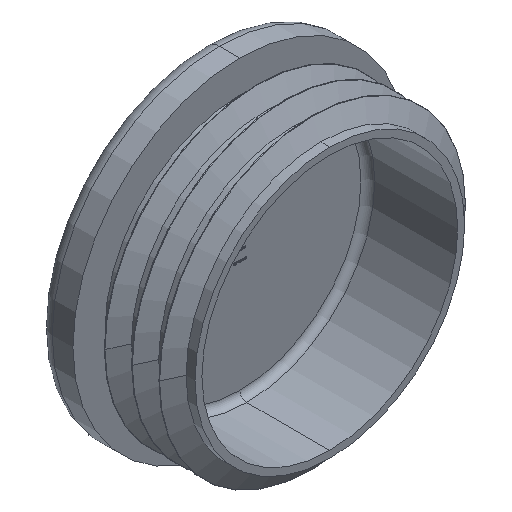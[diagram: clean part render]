
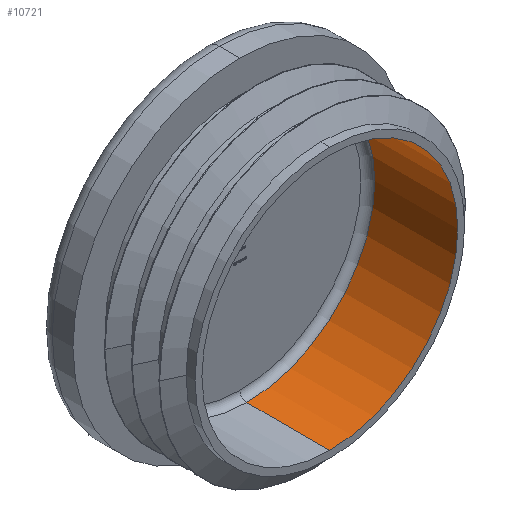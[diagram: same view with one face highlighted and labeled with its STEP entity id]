
A CAD part, isometric view. The second image highlights one B-rep face of the part: STEP entity #10721.
In plain terms, the highlighted cylindrical face has radius 18.5 mm (diameter 37 mm), a partial arc.
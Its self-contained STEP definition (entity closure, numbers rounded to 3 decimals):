
#476 = CARTESIAN_POINT ( 'NONE',  ( 0., 12., 0. ) ) ;
#561 = VERTEX_POINT ( 'NONE', #8964 ) ;
#690 = EDGE_CURVE ( 'NONE', #10908, #561, #2814, .T. ) ;
#826 = CARTESIAN_POINT ( 'NONE',  ( 0., 0., -18.5 ) ) ;
#1096 = CARTESIAN_POINT ( 'NONE',  ( 0., 13., 0. ) ) ;
#1309 = AXIS2_PLACEMENT_3D ( 'NONE', #1941, #6242, #13699 ) ;
#1403 = ORIENTED_EDGE ( 'NONE', *, *, #690, .T. ) ;
#1794 = CYLINDRICAL_SURFACE ( 'NONE', #7478, 18.5 ) ;
#1863 = AXIS2_PLACEMENT_3D ( 'NONE', #476, #4670, #5795 ) ;
#1941 = CARTESIAN_POINT ( 'NONE',  ( 0., 0., 0. ) ) ;
#2174 = EDGE_CURVE ( 'NONE', #10908, #9980, #7561, .T. ) ;
#2427 = DIRECTION ( 'NONE',  ( 0., -1., 0. ) ) ;
#2789 = ORIENTED_EDGE ( 'NONE', *, *, #2174, .F. ) ;
#2814 = CIRCLE ( 'NONE', #1863, 18.5 ) ;
#3261 = LINE ( 'NONE', #13275, #13298 ) ;
#3842 = VECTOR ( 'NONE', #2427, 1000. ) ;
#4275 = ORIENTED_EDGE ( 'NONE', *, *, #10193, .T. ) ;
#4347 = CARTESIAN_POINT ( 'NONE',  ( 0., 0., 18.5 ) ) ;
#4670 = DIRECTION ( 'NONE',  ( 0., 1., 0. ) ) ;
#5218 = ORIENTED_EDGE ( 'NONE', *, *, #13592, .T. ) ;
#5795 = DIRECTION ( 'NONE',  ( 0., 0., -1. ) ) ;
#5920 = EDGE_LOOP ( 'NONE', ( #2789, #1403, #5218, #4275 ) ) ;
#6242 = DIRECTION ( 'NONE',  ( 0., -1., 0. ) ) ;
#6720 = FACE_OUTER_BOUND ( 'NONE', #5920, .T. ) ;
#6907 = CIRCLE ( 'NONE', #1309, 18.5 ) ;
#7478 = AXIS2_PLACEMENT_3D ( 'NONE', #1096, #11105, #10035 ) ;
#7561 = LINE ( 'NONE', #12074, #3842 ) ;
#8964 = CARTESIAN_POINT ( 'NONE',  ( 0., 12., -18.5 ) ) ;
#9980 = VERTEX_POINT ( 'NONE', #4347 ) ;
#10035 = DIRECTION ( 'NONE',  ( 0., 0., -1. ) ) ;
#10085 = DIRECTION ( 'NONE',  ( 0., -1., 0. ) ) ;
#10165 = CARTESIAN_POINT ( 'NONE',  ( 0., 12., 18.5 ) ) ;
#10193 = EDGE_CURVE ( 'NONE', #11595, #9980, #6907, .T. ) ;
#10721 = ADVANCED_FACE ( 'NONE', ( #6720 ), #1794, .F. ) ;
#10908 = VERTEX_POINT ( 'NONE', #10165 ) ;
#11105 = DIRECTION ( 'NONE',  ( 0., -1., 0. ) ) ;
#11595 = VERTEX_POINT ( 'NONE', #826 ) ;
#12074 = CARTESIAN_POINT ( 'NONE',  ( 0., 13., 18.5 ) ) ;
#13275 = CARTESIAN_POINT ( 'NONE',  ( 0., 13., -18.5 ) ) ;
#13298 = VECTOR ( 'NONE', #10085, 1000. ) ;
#13592 = EDGE_CURVE ( 'NONE', #561, #11595, #3261, .T. ) ;
#13699 = DIRECTION ( 'NONE',  ( 0., 0., -1. ) ) ;
